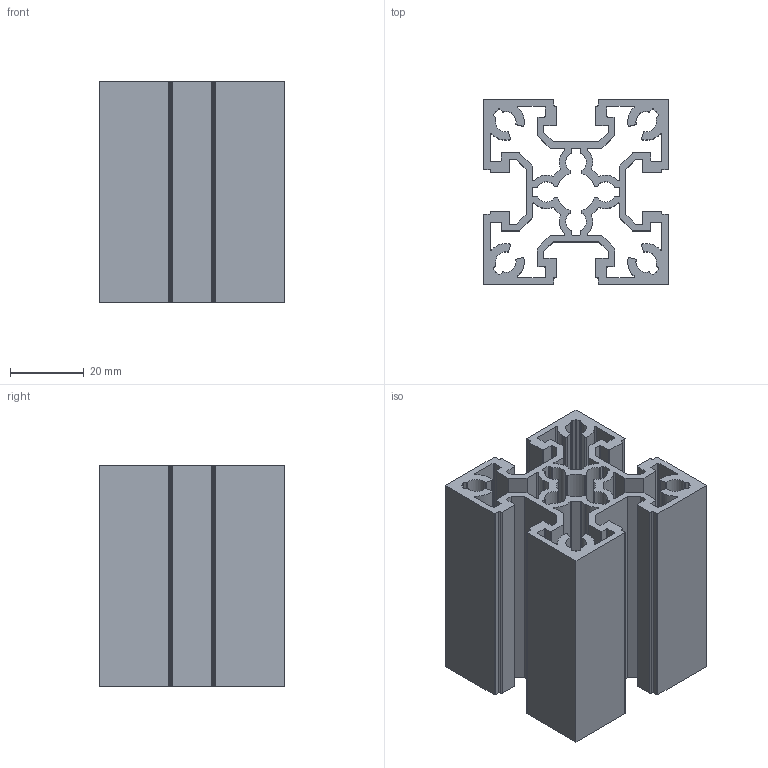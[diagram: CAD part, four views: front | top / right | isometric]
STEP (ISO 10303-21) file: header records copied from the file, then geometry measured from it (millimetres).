
FILE_DESCRIPTION (( 'STEP AP203' ), '1' );
FILE_NAME ('5050.step', '2023-05-12T09:13:35', ( '' ), ( '' ), 'SwSTEP 2.0', 'SolidWorks 2021', '' );
FILE_SCHEMA (( 'CONFIG_CONTROL_DESIGN' ));
Length unit declared in the file: millimetre
Products named in the file (1): 5050
Bounding box: 50 x 50 x 60 mm (x, y, z)
Volume: 53766.3 mm3; surface area: 51099.7 mm2
Topology: 1 solids, 1 shells, 396 faces, 1182 edges, 788 vertices
Faces by surface type: cylinder 238, plane 158
Entity records: 13599 total; most frequent: DIRECTION 2452, CARTESIAN_POINT 2367, ORIENTED_EDGE 2364, EDGE_CURVE 1182, AXIS2_PLACEMENT_3D 873, VERTEX_POINT 788, LINE 706, VECTOR 706
